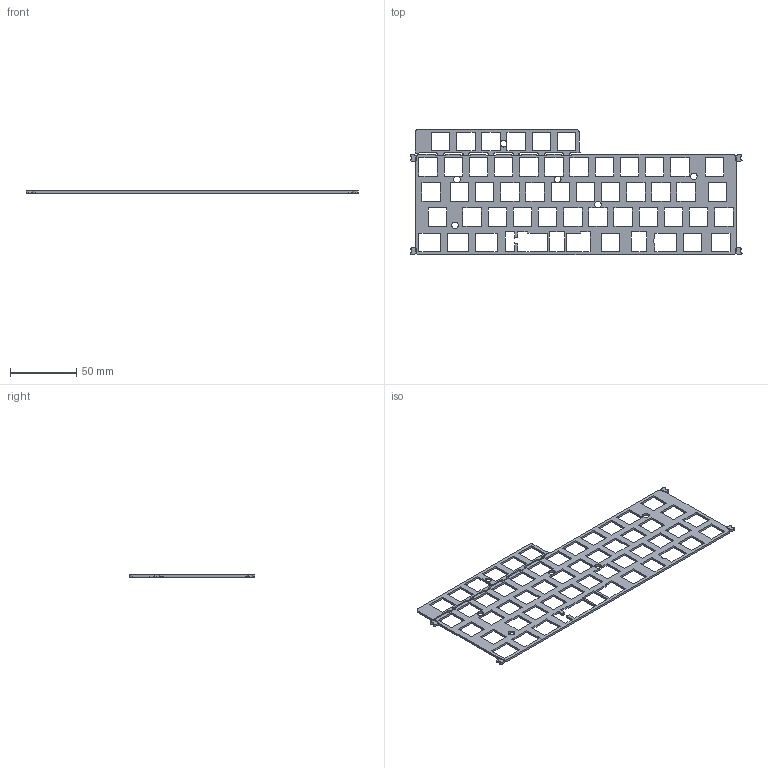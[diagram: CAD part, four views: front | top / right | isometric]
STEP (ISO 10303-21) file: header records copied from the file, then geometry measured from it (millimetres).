
FILE_DESCRIPTION(('KiCad electronic assembly'),'2;1');
FILE_NAME('Hull_V4N_Tray_Plate.step','2023-04-02T18:18:37',('Pcbnew'),( 'Kicad'),'Open CASCADE STEP processor 7.6','KiCad to STEP converter' ,'Unknown');
FILE_SCHEMA(('AUTOMOTIVE_DESIGN { 1 0 10303 214 1 1 1 1 }'));
Length unit declared in the file: millimetre
Products named in the file (2): Hull_V4N_Tray_Plate 1; Hull_V4N_Tray_Plate PCB
Assembly tree (1 placements, depth 2):
  Hull_V4N_Tray_Plate 1
    Hull_V4N_Tray_Plate PCB
Bounding box: 251.21 x 95.25 x 1.6 mm (x, y, z)
Volume: 15854.7 mm3; surface area: 26459.4 mm2
Topology: 1 solids, 1 shells, 429 faces, 1281 edges, 854 vertices
Faces by surface type: plane 291, cylinder 138
Full cylindrical faces by diameter (mm): 0.5 x50, 5 x5
Entity records: 31527 total; most frequent: CARTESIAN_POINT 5144, DIRECTION 4965, LINE 3275, VECTOR 3275, ORIENTED_EDGE 2562, PCURVE 2562, DEFINITIONAL_REPRESENTATION 2562, EDGE_CURVE 1281
